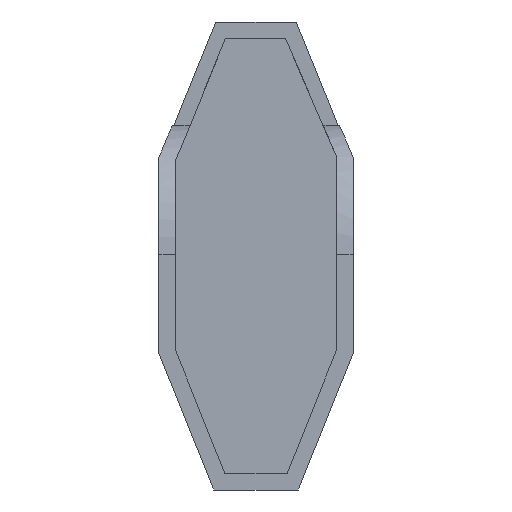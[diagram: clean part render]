
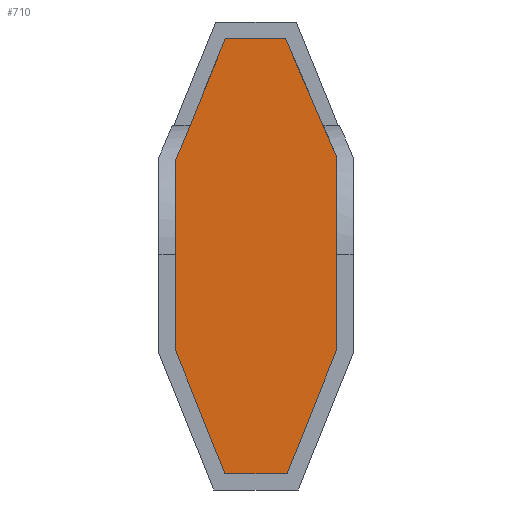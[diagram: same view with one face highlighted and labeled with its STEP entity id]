
A CAD part, front view. The second image highlights one B-rep face of the part: STEP entity #710.
In plain terms, the highlighted planar face has unit normal (0, -1, 0).
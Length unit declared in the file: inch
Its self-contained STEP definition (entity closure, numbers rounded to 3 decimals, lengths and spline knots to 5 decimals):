
#49 = DIRECTION ( 'NONE',  ( 0., 0., -1. ) ) ;
#76 = FACE_OUTER_BOUND ( 'NONE', #373, .T. ) ;
#93 = LINE ( 'NONE', #586, #468 ) ;
#119 = CARTESIAN_POINT ( 'NONE',  ( -0.14717, 0.6, 0.17128 ) ) ;
#121 = LINE ( 'NONE', #1413, #743 ) ;
#149 = VERTEX_POINT ( 'NONE', #1074 ) ;
#175 = EDGE_CURVE ( 'NONE', #1476, #525, #845, .T. ) ;
#204 = VECTOR ( 'NONE', #1007, 39.37008 ) ;
#250 = CARTESIAN_POINT ( 'NONE',  ( -0.05685, 0.6, -0.39913 ) ) ;
#255 = CARTESIAN_POINT ( 'NONE',  ( 0.14717, 0.6, 0.17913 ) ) ;
#274 = VECTOR ( 'NONE', #1316, 39.37008 ) ;
#280 = EDGE_CURVE ( 'NONE', #513, #149, #93, .T. ) ;
#286 = CARTESIAN_POINT ( 'NONE',  ( -0.13678, 0.6, 0.19563 ) ) ;
#316 = B_SPLINE_CURVE_WITH_KNOTS ( 'NONE', 3,
 ( #286, #1227, #533, #1121, #761, #1128, #1245 ),
 .UNSPECIFIED., .F., .F.,
 ( 4, 1, 1, 1, 4 ),
 ( 0.25713, 0.4203, 0.58348, 0.74666, 0.90984 ),
 .UNSPECIFIED. ) ;
#338 = EDGE_CURVE ( 'NONE', #525, #1247, #1056, .T. ) ;
#340 = VERTEX_POINT ( 'NONE', #1295 ) ;
#348 = AXIS2_PLACEMENT_3D ( 'NONE', #877, #1020, #49 ) ;
#351 = DIRECTION ( 'NONE',  ( -0.398, 0., 0.917 ) ) ;
#355 = CARTESIAN_POINT ( 'NONE',  ( -0.14717, 0.6, 0.01621 ) ) ;
#373 = EDGE_LOOP ( 'NONE', ( #1299, #637, #957, #421, #1028, #669, #786, #1212, #1263, #897 ) ) ;
#381 = DIRECTION ( 'NONE',  ( 1., 0., 0. ) ) ;
#421 = ORIENTED_EDGE ( 'NONE', *, *, #1460, .T. ) ;
#427 = VECTOR ( 'NONE', #1065, 39.37008 ) ;
#458 = CARTESIAN_POINT ( 'NONE',  ( -0.14717, 0.6, 0.17128 ) ) ;
#468 = VECTOR ( 'NONE', #568, 39.37008 ) ;
#472 = CARTESIAN_POINT ( 'NONE',  ( 0.14717, 0.6, -0.17336 ) ) ;
#513 = VERTEX_POINT ( 'NONE', #1172 ) ;
#525 = VERTEX_POINT ( 'NONE', #472 ) ;
#533 = CARTESIAN_POINT ( 'NONE',  ( -0.13802, 0.6, 0.19286 ) ) ;
#565 = CARTESIAN_POINT ( 'NONE',  ( 0.05388, 0.6, 0.39412 ) ) ;
#568 = DIRECTION ( 'NONE',  ( 0., 0., -1. ) ) ;
#578 = EDGE_CURVE ( 'NONE', #902, #1476, #121, .T. ) ;
#586 = CARTESIAN_POINT ( 'NONE',  ( -0.14717, 0.6, -0.17336 ) ) ;
#589 = CARTESIAN_POINT ( 'NONE',  ( -0.14717, 0.6, 0.09703 ) ) ;
#616 = DIRECTION ( 'NONE',  ( 0.371, 0., -0.928 ) ) ;
#617 = CARTESIAN_POINT ( 'NONE',  ( 0.14717, 0.6, -0.17336 ) ) ;
#637 = ORIENTED_EDGE ( 'NONE', *, *, #722, .T. ) ;
#667 = CARTESIAN_POINT ( 'NONE',  ( 0.05685, 0.6, -0.39913 ) ) ;
#669 = ORIENTED_EDGE ( 'NONE', *, *, #280, .T. ) ;
#676 = LINE ( 'NONE', #1408, #1085 ) ;
#698 = CARTESIAN_POINT ( 'NONE',  ( -0.05685, 0.6, -0.39913 ) ) ;
#710 = ADVANCED_FACE ( 'NONE', ( #76 ), #1332, .T. ) ;
#722 = EDGE_CURVE ( 'NONE', #1291, #340, #1454, .T. ) ;
#743 = VECTOR ( 'NONE', #381, 39.37008 ) ;
#761 = CARTESIAN_POINT ( 'NONE',  ( -0.14336, 0.6, 0.18036 ) ) ;
#780 = B_SPLINE_CURVE_WITH_KNOTS ( 'NONE', 3,
 ( #119, #820, #1300, #1435, #589, #1286, #355, #1425 ),
 .UNSPECIFIED., .F., .F.,
 ( 4, 1, 1, 1, 1, 4 ),
 ( 0.05383, 0.1721, 0.29037, 0.52691, 0.76346, 1. ),
 .UNSPECIFIED. ) ;
#786 = ORIENTED_EDGE ( 'NONE', *, *, #1343, .T. ) ;
#799 = VECTOR ( 'NONE', #1289, 39.37008 ) ;
#820 = CARTESIAN_POINT ( 'NONE',  ( -0.14717, 0.6, 0.16615 ) ) ;
#845 = LINE ( 'NONE', #617, #274 ) ;
#857 = VERTEX_POINT ( 'NONE', #458 ) ;
#877 = CARTESIAN_POINT ( 'NONE',  ( -0.14052, 0.6, 0.18704 ) ) ;
#897 = ORIENTED_EDGE ( 'NONE', *, *, #338, .T. ) ;
#902 = VERTEX_POINT ( 'NONE', #698 ) ;
#925 = EDGE_CURVE ( 'NONE', #857, #513, #780, .T. ) ;
#933 = CARTESIAN_POINT ( 'NONE',  ( -0.05609, 0.6, 0.39412 ) ) ;
#957 = ORIENTED_EDGE ( 'NONE', *, *, #1165, .T. ) ;
#985 = LINE ( 'NONE', #250, #1280 ) ;
#1007 = DIRECTION ( 'NONE',  ( -1., 0., 0. ) ) ;
#1020 = DIRECTION ( 'NONE',  ( 0., -1., 0. ) ) ;
#1028 = ORIENTED_EDGE ( 'NONE', *, *, #925, .T. ) ;
#1056 = LINE ( 'NONE', #255, #427 ) ;
#1058 = CARTESIAN_POINT ( 'NONE',  ( 0.14717, 0.6, 0.17913 ) ) ;
#1065 = DIRECTION ( 'NONE',  ( 0., 0., 1. ) ) ;
#1074 = CARTESIAN_POINT ( 'NONE',  ( -0.14717, 0.6, -0.17336 ) ) ;
#1085 = VECTOR ( 'NONE', #351, 39.37008 ) ;
#1121 = CARTESIAN_POINT ( 'NONE',  ( -0.14044, 0.6, 0.18726 ) ) ;
#1128 = CARTESIAN_POINT ( 'NONE',  ( -0.14596, 0.6, 0.17417 ) ) ;
#1165 = EDGE_CURVE ( 'NONE', #340, #1334, #1490, .T. ) ;
#1172 = CARTESIAN_POINT ( 'NONE',  ( -0.14717, 0.6, 0. ) ) ;
#1194 = EDGE_CURVE ( 'NONE', #1247, #1291, #676, .T. ) ;
#1212 = ORIENTED_EDGE ( 'NONE', *, *, #578, .T. ) ;
#1227 = CARTESIAN_POINT ( 'NONE',  ( -0.13727, 0.6, 0.19454 ) ) ;
#1245 = CARTESIAN_POINT ( 'NONE',  ( -0.14717, 0.6, 0.17128 ) ) ;
#1247 = VERTEX_POINT ( 'NONE', #1058 ) ;
#1263 = ORIENTED_EDGE ( 'NONE', *, *, #175, .T. ) ;
#1280 = VECTOR ( 'NONE', #616, 39.37008 ) ;
#1286 = CARTESIAN_POINT ( 'NONE',  ( -0.14717, 0.6, 0.04868 ) ) ;
#1289 = DIRECTION ( 'NONE',  ( -0.377, 0., -0.926 ) ) ;
#1291 = VERTEX_POINT ( 'NONE', #565 ) ;
#1295 = CARTESIAN_POINT ( 'NONE',  ( -0.05609, 0.6, 0.39412 ) ) ;
#1299 = ORIENTED_EDGE ( 'NONE', *, *, #1194, .T. ) ;
#1300 = CARTESIAN_POINT ( 'NONE',  ( -0.14717, 0.6, 0.15651 ) ) ;
#1316 = DIRECTION ( 'NONE',  ( 0.371, 0., 0.928 ) ) ;
#1332 = PLANE ( 'NONE',  #348 ) ;
#1334 = VERTEX_POINT ( 'NONE', #1440 ) ;
#1343 = EDGE_CURVE ( 'NONE', #149, #902, #985, .T. ) ;
#1358 = CARTESIAN_POINT ( 'NONE',  ( -0.05609, 0.6, 0.39412 ) ) ;
#1408 = CARTESIAN_POINT ( 'NONE',  ( 0.14717, 0.6, 0.17913 ) ) ;
#1413 = CARTESIAN_POINT ( 'NONE',  ( 0.05685, 0.6, -0.39913 ) ) ;
#1425 = CARTESIAN_POINT ( 'NONE',  ( -0.14717, 0.6, 0. ) ) ;
#1435 = CARTESIAN_POINT ( 'NONE',  ( -0.14717, 0.6, 0.13231 ) ) ;
#1440 = CARTESIAN_POINT ( 'NONE',  ( -0.13678, 0.6, 0.19563 ) ) ;
#1454 = LINE ( 'NONE', #1358, #204 ) ;
#1460 = EDGE_CURVE ( 'NONE', #1334, #857, #316, .T. ) ;
#1476 = VERTEX_POINT ( 'NONE', #667 ) ;
#1490 = LINE ( 'NONE', #933, #799 ) ;
